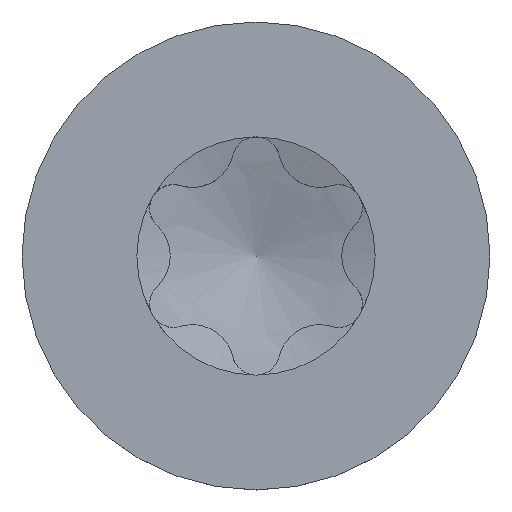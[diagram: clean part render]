
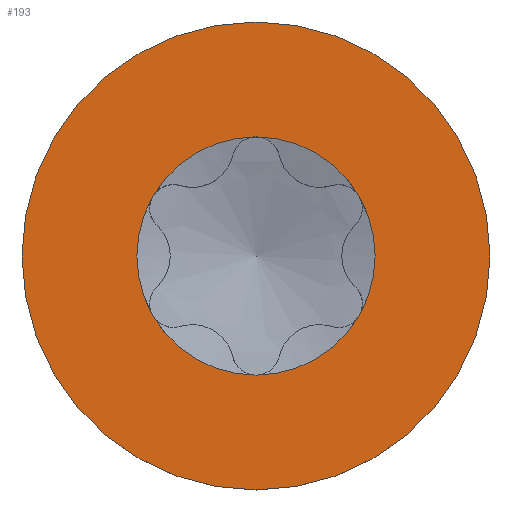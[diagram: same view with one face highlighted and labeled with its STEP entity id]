
A CAD part, top view. The second image highlights one B-rep face of the part: STEP entity #193.
In plain terms, the highlighted planar face has unit normal (0, 0, 1).
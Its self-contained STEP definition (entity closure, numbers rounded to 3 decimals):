
#38 = VERTEX_POINT ( 'NONE', #55 ) ;
#53 = ORIENTED_EDGE ( 'NONE', *, *, #743, .F. ) ;
#55 = CARTESIAN_POINT ( 'NONE',  ( -1.212, -0.7, 0. ) ) ;
#57 = CIRCLE ( 'NONE', #609, 1.4 ) ;
#67 = CARTESIAN_POINT ( 'NONE',  ( 0., 0., 0. ) ) ;
#69 = PLANE ( 'NONE',  #388 ) ;
#70 = VERTEX_POINT ( 'NONE', #353 ) ;
#115 = ORIENTED_EDGE ( 'NONE', *, *, #160, .F. ) ;
#118 = ORIENTED_EDGE ( 'NONE', *, *, #592, .F. ) ;
#157 = CARTESIAN_POINT ( 'NONE',  ( 0., 1.4, 0. ) ) ;
#160 = EDGE_CURVE ( 'NONE', #804, #38, #539, .T. ) ;
#185 = DIRECTION ( 'NONE',  ( 0., -1., 0. ) ) ;
#193 = ADVANCED_FACE ( 'NONE', ( #867, #218 ), #69, .F. ) ;
#210 = CARTESIAN_POINT ( 'NONE',  ( 0., -1.4, 0. ) ) ;
#218 = FACE_OUTER_BOUND ( 'NONE', #563, .T. ) ;
#278 = AXIS2_PLACEMENT_3D ( 'NONE', #402, #698, #327 ) ;
#295 = CARTESIAN_POINT ( 'NONE',  ( 0., 0., 0. ) ) ;
#304 = EDGE_LOOP ( 'NONE', ( #757, #118, #115, #675, #53, #326 ) ) ;
#309 = AXIS2_PLACEMENT_3D ( 'NONE', #629, #625, #773 ) ;
#326 = ORIENTED_EDGE ( 'NONE', *, *, #756, .F. ) ;
#327 = DIRECTION ( 'NONE',  ( 0., -1., 0. ) ) ;
#333 = CARTESIAN_POINT ( 'NONE',  ( -1.212, 0.7, 0. ) ) ;
#337 = DIRECTION ( 'NONE',  ( 0., 0., 1. ) ) ;
#347 = AXIS2_PLACEMENT_3D ( 'NONE', #295, #500, #429 ) ;
#351 = CARTESIAN_POINT ( 'NONE',  ( 0., 1.4, 0. ) ) ;
#353 = CARTESIAN_POINT ( 'NONE',  ( 0., -2.75, 0. ) ) ;
#363 = DIRECTION ( 'NONE',  ( 0., 1., 0. ) ) ;
#375 = DIRECTION ( 'NONE',  ( 0., -1., 0. ) ) ;
#381 = VERTEX_POINT ( 'NONE', #351 ) ;
#388 = AXIS2_PLACEMENT_3D ( 'NONE', #157, #855, #363 ) ;
#392 = CARTESIAN_POINT ( 'NONE',  ( 0., 0., 0. ) ) ;
#402 = CARTESIAN_POINT ( 'NONE',  ( 0., 0., 0. ) ) ;
#429 = DIRECTION ( 'NONE',  ( 0., -1., 0. ) ) ;
#447 = VERTEX_POINT ( 'NONE', #775 ) ;
#449 = DIRECTION ( 'NONE',  ( 0., -1., 0. ) ) ;
#500 = DIRECTION ( 'NONE',  ( 0., 0., 1. ) ) ;
#506 = CARTESIAN_POINT ( 'NONE',  ( 1.212, -0.7, 0. ) ) ;
#514 = CIRCLE ( 'NONE', #791, 1.4 ) ;
#517 = ORIENTED_EDGE ( 'NONE', *, *, #519, .T. ) ;
#519 = EDGE_CURVE ( 'NONE', #70, #70, #657, .T. ) ;
#528 = VERTEX_POINT ( 'NONE', #506 ) ;
#539 = CIRCLE ( 'NONE', #347, 1.4 ) ;
#541 = DIRECTION ( 'NONE',  ( 0., -1., 0. ) ) ;
#563 = EDGE_LOOP ( 'NONE', ( #517 ) ) ;
#566 = AXIS2_PLACEMENT_3D ( 'NONE', #769, #764, #185 ) ;
#592 = EDGE_CURVE ( 'NONE', #38, #899, #57, .T. ) ;
#594 = DIRECTION ( 'NONE',  ( 0., 0., 1. ) ) ;
#609 = AXIS2_PLACEMENT_3D ( 'NONE', #392, #594, #449 ) ;
#625 = DIRECTION ( 'NONE',  ( 0., 0., 1. ) ) ;
#629 = CARTESIAN_POINT ( 'NONE',  ( 0., 0., 0. ) ) ;
#657 = CIRCLE ( 'NONE', #893, 2.75 ) ;
#675 = ORIENTED_EDGE ( 'NONE', *, *, #772, .F. ) ;
#698 = DIRECTION ( 'NONE',  ( 0., 0., 1. ) ) ;
#743 = EDGE_CURVE ( 'NONE', #447, #381, #514, .T. ) ;
#756 = EDGE_CURVE ( 'NONE', #528, #447, #868, .T. ) ;
#757 = ORIENTED_EDGE ( 'NONE', *, *, #783, .F. ) ;
#764 = DIRECTION ( 'NONE',  ( 0., 0., 1. ) ) ;
#769 = CARTESIAN_POINT ( 'NONE',  ( 0., 0., 0. ) ) ;
#772 = EDGE_CURVE ( 'NONE', #381, #804, #921, .T. ) ;
#773 = DIRECTION ( 'NONE',  ( 0., -1., 0. ) ) ;
#775 = CARTESIAN_POINT ( 'NONE',  ( 1.212, 0.7, 0. ) ) ;
#783 = EDGE_CURVE ( 'NONE', #899, #528, #873, .T. ) ;
#791 = AXIS2_PLACEMENT_3D ( 'NONE', #898, #337, #541 ) ;
#804 = VERTEX_POINT ( 'NONE', #333 ) ;
#855 = DIRECTION ( 'NONE',  ( 0., 0., -1. ) ) ;
#865 = DIRECTION ( 'NONE',  ( 0., 0., 1. ) ) ;
#867 = FACE_BOUND ( 'NONE', #304, .T. ) ;
#868 = CIRCLE ( 'NONE', #278, 1.4 ) ;
#873 = CIRCLE ( 'NONE', #309, 1.4 ) ;
#893 = AXIS2_PLACEMENT_3D ( 'NONE', #67, #865, #375 ) ;
#898 = CARTESIAN_POINT ( 'NONE',  ( 0., 0., 0. ) ) ;
#899 = VERTEX_POINT ( 'NONE', #210 ) ;
#921 = CIRCLE ( 'NONE', #566, 1.4 ) ;
